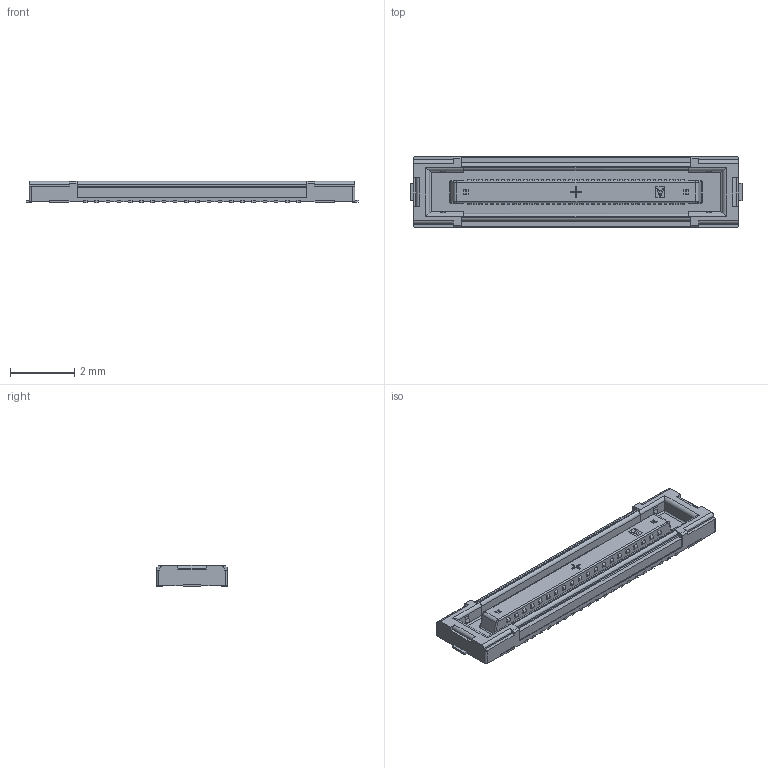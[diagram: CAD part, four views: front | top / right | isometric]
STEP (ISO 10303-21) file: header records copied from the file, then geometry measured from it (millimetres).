
FILE_DESCRIPTION((''),'2;1');
FILE_NAME('PRT0001','2025-11-07T11:10:33',('eng803'),(''),'CREO PARAMETRIC BY PTC INC, 2019010','CREO PARAMETRIC BY PTC INC, 2019010','');
FILE_SCHEMA(('CONFIG_CONTROL_DESIGN'));
Length unit declared in the file: millimetre
Products named in the file (1): PRT0001
Bounding box: 10.35 x 2.24 x 0.66 mm (x, y, z)
Volume: 9.7 mm3; surface area: 92.3 mm2
Topology: 1 solids, 47 shells, 1115 faces, 2955 edges, 1986 vertices
Faces by surface type: plane 913, cylinder 186, bspline 12, torus 4
Entity records: 34713 total; most frequent: CARTESIAN_POINT 6714, ORIENTED_EDGE 5910, DIRECTION 5509, EDGE_CURVE 2955, VECTOR 2463, LINE 2463, VERTEX_POINT 1986, AXIS2_PLACEMENT_3D 1523
